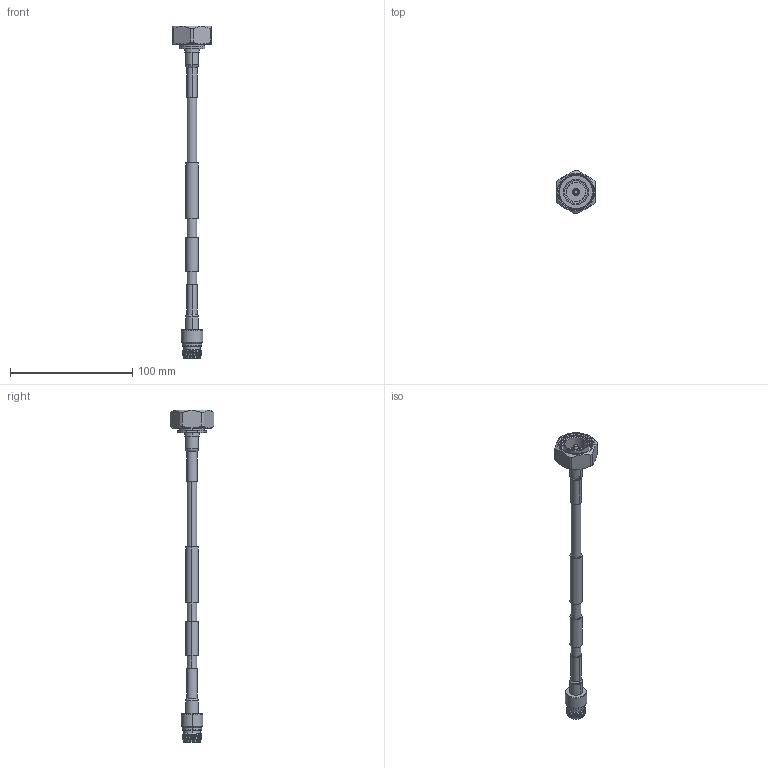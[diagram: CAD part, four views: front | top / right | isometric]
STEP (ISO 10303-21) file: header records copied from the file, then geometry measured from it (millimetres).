
FILE_DESCRIPTION (( 'STEP AP214' ), '1' );
FILE_NAME ('PE3C8502.step', '2021-10-05T16:07:48', ( '' ), ( '' ), 'SwSTEP 2.0', 'SolidWorks 2021', '' );
FILE_SCHEMA (( 'AUTOMOTIVE_DESIGN' ));
Length unit declared in the file: inch
Products named in the file (5): TC-250-716M-LP^PE3C8502; SPO-250^PE3C8502; PE3C8502; Heat Shrink^PE3C8502; TC-250-NF-LP^PE3C8502
Assembly tree (5 placements, depth 2):
  PE3C8502
    SPO-250^PE3C8502
    Heat Shrink^PE3C8502  x2
    TC-250-716M-LP^PE3C8502
    TC-250-NF-LP^PE3C8502
Bounding box: 31.75 x 35.58 x 271.1 mm (x, y, z)
Volume: 26963.4 mm3; surface area: 16704.4 mm2
Topology: 5 solids, 6 shells, 235 faces, 539 edges, 335 vertices
Faces by surface type: cylinder 112, plane 57, cone 56, bspline 10
Entity records: 9363 total; most frequent: CARTESIAN_POINT 4172, ORIENTED_EDGE 1050, DIRECTION 1038, EDGE_CURVE 525, AXIS2_PLACEMENT_3D 429, VERTEX_POINT 327, EDGE_LOOP 252, FACE_OUTER_BOUND 227
